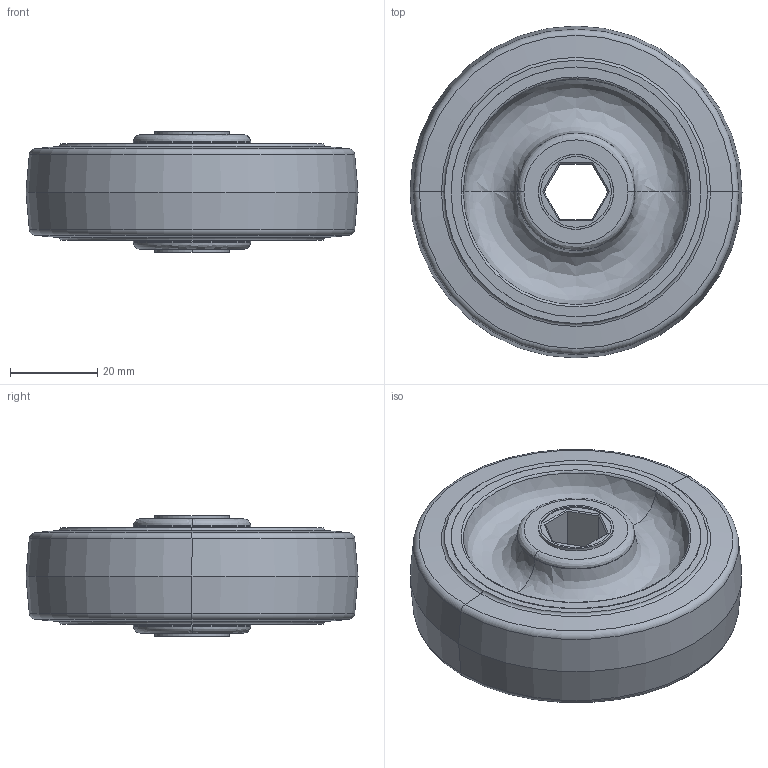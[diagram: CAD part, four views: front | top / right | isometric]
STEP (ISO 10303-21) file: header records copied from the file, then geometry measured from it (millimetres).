
FILE_DESCRIPTION (( 'STEP AP203' ), '1' );
FILE_NAME ('217-4047-STEP-20141030.STEP', '2014-10-30T21:06:31', ( 'IFMI-VEX04' ), ( '' ), 'SwSTEP 2.0', 'SolidWorks 2014', '' );
FILE_SCHEMA (( 'CONFIG_CONTROL_DESIGN' ));
Length unit declared in the file: millimetre
Products named in the file (1): 217-4047-STEP-20141030
Bounding box: 76.2 x 76.2 x 27.59 mm (x, y, z)
Volume: 79196.1 mm3; surface area: 19744.4 mm2
Topology: 1 solids, 1 shells, 78 faces, 160 edges, 94 vertices
Faces by surface type: plane 30, cone 24, bspline 16, torus 8
Entity records: 2444 total; most frequent: CARTESIAN_POINT 737, DIRECTION 364, ORIENTED_EDGE 320, EDGE_CURVE 160, AXIS2_PLACEMENT_3D 149, VERTEX_POINT 94, EDGE_LOOP 90, CIRCLE 86
